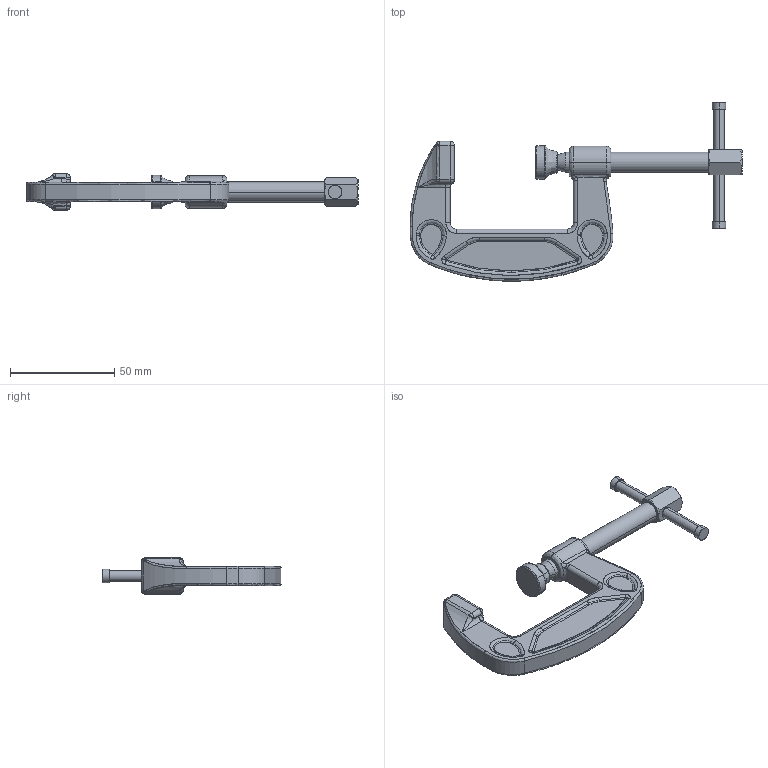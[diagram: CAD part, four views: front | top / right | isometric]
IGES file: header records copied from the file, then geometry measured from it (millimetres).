
Start section: SolidWorks IGES file using analytic representation for surfaces
Global section: file name: GH-M38.IGS,15; native system: HSolidWorks 2016; preprocessor: SolidWorks 2016; author: LinWei; date: 200813.152940; units: millimetre
Bounding box: 158.87 x 85.37 x 17.6 mm (x, y, z)
Surface area: 16203.6 mm2 (no closed solid volume)
Topology: 0 solids, 0 shells, 190 faces, 1940 edges, 1928 vertices
Faces by surface type: bspline 128, revolution 62
